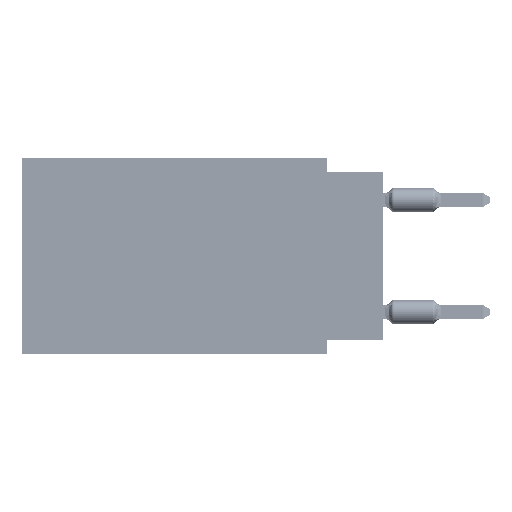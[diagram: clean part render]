
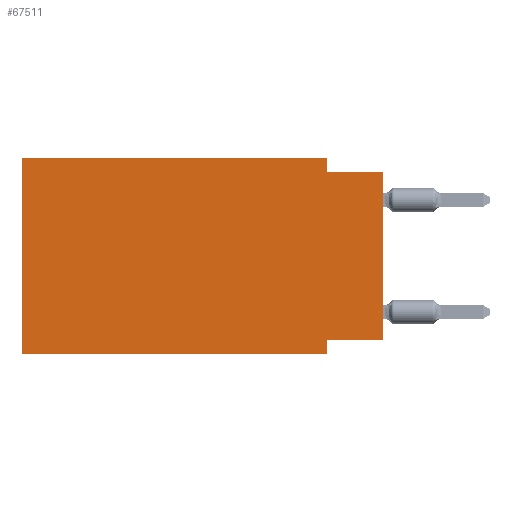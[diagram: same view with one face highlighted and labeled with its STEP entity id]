
A CAD part, left-side view. The second image highlights one B-rep face of the part: STEP entity #67511.
In plain terms, the highlighted planar face has unit normal (-1, 0, 0).
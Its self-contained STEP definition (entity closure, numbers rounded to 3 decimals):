
#2110 = EDGE_CURVE ( 'NONE', #53653, #20528, #21762, .T. ) ;
#2256 = VECTOR ( 'NONE', #38314, 1000. ) ;
#2753 = VECTOR ( 'NONE', #51375, 1000. ) ;
#5400 = CARTESIAN_POINT ( 'NONE',  ( 0., 16.383, 0. ) ) ;
#7311 = CARTESIAN_POINT ( 'NONE',  ( 0., 16.383, -8.89 ) ) ;
#7348 = ORIENTED_EDGE ( 'NONE', *, *, #13344, .F. ) ;
#8419 = VERTEX_POINT ( 'NONE', #30816 ) ;
#8562 = AXIS2_PLACEMENT_3D ( 'NONE', #18650, #35096, #34402 ) ;
#8572 = EDGE_CURVE ( 'NONE', #8419, #20528, #49043, .T. ) ;
#11619 = VECTOR ( 'NONE', #37066, 1000. ) ;
#13344 = EDGE_CURVE ( 'NONE', #19081, #69097, #18427, .T. ) ;
#14457 = DIRECTION ( 'NONE',  ( 0., 1., 0. ) ) ;
#18296 = PLANE ( 'NONE',  #8562 ) ;
#18427 = LINE ( 'NONE', #34533, #64317 ) ;
#18650 = CARTESIAN_POINT ( 'NONE',  ( 0., 16.383, 0. ) ) ;
#18714 = LINE ( 'NONE', #61997, #69571 ) ;
#19081 = VERTEX_POINT ( 'NONE', #62378 ) ;
#20095 = ORIENTED_EDGE ( 'NONE', *, *, #58957, .F. ) ;
#20528 = VERTEX_POINT ( 'NONE', #58192 ) ;
#21762 = LINE ( 'NONE', #51020, #2753 ) ;
#22952 = VERTEX_POINT ( 'NONE', #58878 ) ;
#23455 = ORIENTED_EDGE ( 'NONE', *, *, #52582, .F. ) ;
#24052 = ORIENTED_EDGE ( 'NONE', *, *, #68387, .T. ) ;
#24440 = EDGE_CURVE ( 'NONE', #57952, #32442, #42083, .T. ) ;
#25179 = ORIENTED_EDGE ( 'NONE', *, *, #2110, .T. ) ;
#25607 = ORIENTED_EDGE ( 'NONE', *, *, #24440, .F. ) ;
#25633 = CARTESIAN_POINT ( 'NONE',  ( 0., 0., -0.635 ) ) ;
#26510 = DIRECTION ( 'NONE',  ( 0., 0., 1. ) ) ;
#28170 = VECTOR ( 'NONE', #26510, 1000. ) ;
#29039 = VECTOR ( 'NONE', #14457, 1000. ) ;
#30816 = CARTESIAN_POINT ( 'NONE',  ( 0., 2.54, -8.255 ) ) ;
#31957 = CARTESIAN_POINT ( 'NONE',  ( 0., 2.54, -0.635 ) ) ;
#32442 = VERTEX_POINT ( 'NONE', #64413 ) ;
#32954 = CARTESIAN_POINT ( 'NONE',  ( 0., 2.54, -8.89 ) ) ;
#34402 = DIRECTION ( 'NONE',  ( 0., 0., -1. ) ) ;
#34533 = CARTESIAN_POINT ( 'NONE',  ( 0., 16.383, 0. ) ) ;
#35096 = DIRECTION ( 'NONE',  ( 1., 0., 0. ) ) ;
#36261 = LINE ( 'NONE', #47699, #29039 ) ;
#37066 = DIRECTION ( 'NONE',  ( 0., -1., 0. ) ) ;
#38314 = DIRECTION ( 'NONE',  ( 0., 0., -1. ) ) ;
#39601 = CARTESIAN_POINT ( 'NONE',  ( 0., 0., 0. ) ) ;
#42083 = LINE ( 'NONE', #25633, #11619 ) ;
#42949 = LINE ( 'NONE', #5400, #28170 ) ;
#44966 = LINE ( 'NONE', #39601, #62326 ) ;
#47699 = CARTESIAN_POINT ( 'NONE',  ( 0., 0., -8.255 ) ) ;
#48663 = EDGE_CURVE ( 'NONE', #22952, #8419, #36261, .T. ) ;
#49043 = LINE ( 'NONE', #32954, #2256 ) ;
#51020 = CARTESIAN_POINT ( 'NONE',  ( 0., 16.383, -8.89 ) ) ;
#51375 = DIRECTION ( 'NONE',  ( 0., -1., 0. ) ) ;
#52582 = EDGE_CURVE ( 'NONE', #69097, #57952, #18714, .T. ) ;
#53653 = VERTEX_POINT ( 'NONE', #7311 ) ;
#55093 = CARTESIAN_POINT ( 'NONE',  ( 0., 2.54, 0. ) ) ;
#55294 = DIRECTION ( 'NONE',  ( 0., -1., 0. ) ) ;
#56046 = DIRECTION ( 'NONE',  ( 0., 0., 1. ) ) ;
#57952 = VERTEX_POINT ( 'NONE', #31957 ) ;
#58192 = CARTESIAN_POINT ( 'NONE',  ( 0., 2.54, -8.89 ) ) ;
#58878 = CARTESIAN_POINT ( 'NONE',  ( 0., 0., -8.255 ) ) ;
#58957 = EDGE_CURVE ( 'NONE', #53653, #19081, #42949, .T. ) ;
#60502 = ORIENTED_EDGE ( 'NONE', *, *, #48663, .F. ) ;
#61997 = CARTESIAN_POINT ( 'NONE',  ( 0., 2.54, 0. ) ) ;
#62326 = VECTOR ( 'NONE', #56046, 1000. ) ;
#62378 = CARTESIAN_POINT ( 'NONE',  ( 0., 16.383, 0. ) ) ;
#62401 = EDGE_LOOP ( 'NONE', ( #24052, #25607, #23455, #7348, #20095, #25179, #70527, #60502 ) ) ;
#64317 = VECTOR ( 'NONE', #55294, 1000. ) ;
#64413 = CARTESIAN_POINT ( 'NONE',  ( 0., 0., -0.635 ) ) ;
#67511 = ADVANCED_FACE ( 'NONE', ( #67643 ), #18296, .F. ) ;
#67643 = FACE_OUTER_BOUND ( 'NONE', #62401, .T. ) ;
#67715 = DIRECTION ( 'NONE',  ( 0., 0., -1. ) ) ;
#68387 = EDGE_CURVE ( 'NONE', #22952, #32442, #44966, .T. ) ;
#69097 = VERTEX_POINT ( 'NONE', #55093 ) ;
#69571 = VECTOR ( 'NONE', #67715, 1000. ) ;
#70527 = ORIENTED_EDGE ( 'NONE', *, *, #8572, .F. ) ;
